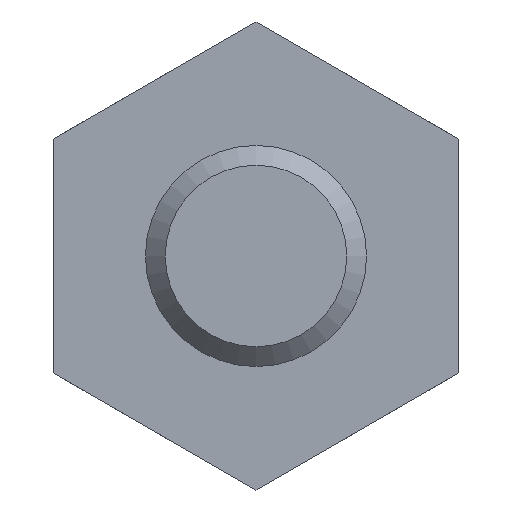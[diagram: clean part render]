
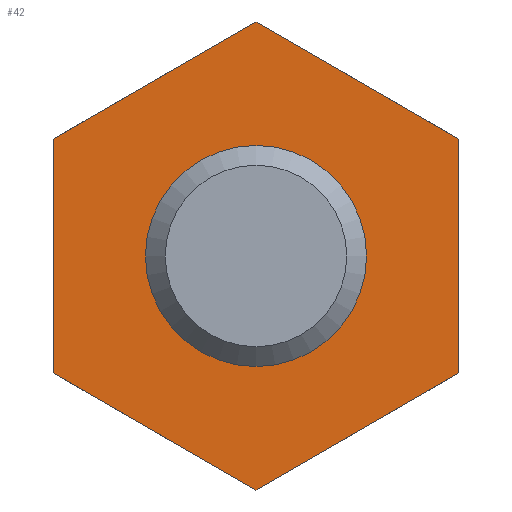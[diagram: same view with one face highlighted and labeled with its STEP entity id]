
A CAD part, front view. The second image highlights one B-rep face of the part: STEP entity #42.
In plain terms, the highlighted planar face has unit normal (0, -1, 0).
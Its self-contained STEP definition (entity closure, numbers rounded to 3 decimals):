
#42 = ADVANCED_FACE( '', ( #90, #91 ), #92, .F. );
#90 = FACE_BOUND( '', #146, .T. );
#91 = FACE_OUTER_BOUND( '', #147, .T. );
#92 = PLANE( '', #148 );
#146 = EDGE_LOOP( '', ( #208 ) );
#147 = EDGE_LOOP( '', ( #209, #210, #211, #212, #213, #214 ) );
#148 = AXIS2_PLACEMENT_3D( '', #215, #216, #217 );
#208 = ORIENTED_EDGE( '', *, *, #306, .F. );
#209 = ORIENTED_EDGE( '', *, *, #307, .F. );
#210 = ORIENTED_EDGE( '', *, *, #308, .F. );
#211 = ORIENTED_EDGE( '', *, *, #303, .F. );
#212 = ORIENTED_EDGE( '', *, *, #309, .F. );
#213 = ORIENTED_EDGE( '', *, *, #310, .T. );
#214 = ORIENTED_EDGE( '', *, *, #311, .F. );
#215 = CARTESIAN_POINT( '', ( 16., 0., 0. ) );
#216 = DIRECTION( '', ( 0., 1., 0. ) );
#217 = DIRECTION( '', ( 0., 0., 1. ) );
#303 = EDGE_CURVE( '', #346, #348, #349, .T. );
#306 = EDGE_CURVE( '', #352, #352, #353, .T. );
#307 = EDGE_CURVE( '', #354, #355, #356, .T. );
#308 = EDGE_CURVE( '', #348, #354, #357, .T. );
#309 = EDGE_CURVE( '', #358, #346, #359, .T. );
#310 = EDGE_CURVE( '', #358, #360, #361, .T. );
#311 = EDGE_CURVE( '', #355, #360, #362, .T. );
#346 = VERTEX_POINT( '', #402 );
#348 = VERTEX_POINT( '', #405 );
#349 = LINE( '', #406, #407 );
#352 = VERTEX_POINT( '', #411 );
#353 = CIRCLE( '', #412, 4.7 );
#354 = VERTEX_POINT( '', #413 );
#355 = VERTEX_POINT( '', #414 );
#356 = LINE( '', #415, #416 );
#357 = LINE( '', #417, #418 );
#358 = VERTEX_POINT( '', #419 );
#359 = LINE( '', #420, #421 );
#360 = VERTEX_POINT( '', #422 );
#361 = LINE( '', #423, #424 );
#362 = LINE( '', #425, #426 );
#402 = CARTESIAN_POINT( '', ( 0., 0., -12.702 ) );
#405 = CARTESIAN_POINT( '', ( -11., 0., -6.351 ) );
#406 = CARTESIAN_POINT( '', ( 0., 0., -12.702 ) );
#407 = VECTOR( '', #475, 1000. );
#411 = CARTESIAN_POINT( '', ( 0., 0., -4.7 ) );
#412 = AXIS2_PLACEMENT_3D( '', #477, #478, #479 );
#413 = CARTESIAN_POINT( '', ( -11., 0., 6.351 ) );
#414 = CARTESIAN_POINT( '', ( 0., 0., 12.702 ) );
#415 = CARTESIAN_POINT( '', ( -11., 0., 6.351 ) );
#416 = VECTOR( '', #480, 1000. );
#417 = CARTESIAN_POINT( '', ( -11., 0., -6.351 ) );
#418 = VECTOR( '', #481, 1000. );
#419 = CARTESIAN_POINT( '', ( 11., 0., -6.351 ) );
#420 = CARTESIAN_POINT( '', ( 11., 0., -6.351 ) );
#421 = VECTOR( '', #482, 1000. );
#422 = CARTESIAN_POINT( '', ( 11., 0., 6.351 ) );
#423 = CARTESIAN_POINT( '', ( 11., 0., 0. ) );
#424 = VECTOR( '', #483, 1000. );
#425 = CARTESIAN_POINT( '', ( 0., 0., 12.702 ) );
#426 = VECTOR( '', #484, 1000. );
#475 = DIRECTION( '', ( -0.866, 0., 0.5 ) );
#477 = CARTESIAN_POINT( '', ( 0., 0., 0. ) );
#478 = DIRECTION( '', ( 0., -1., 0. ) );
#479 = DIRECTION( '', ( 0., 0., -1. ) );
#480 = DIRECTION( '', ( 0.866, 0., 0.5 ) );
#481 = DIRECTION( '', ( 0., 0., 1. ) );
#482 = DIRECTION( '', ( -0.866, 0., -0.5 ) );
#483 = DIRECTION( '', ( 0., 0., 1. ) );
#484 = DIRECTION( '', ( 0.866, 0., -0.5 ) );
